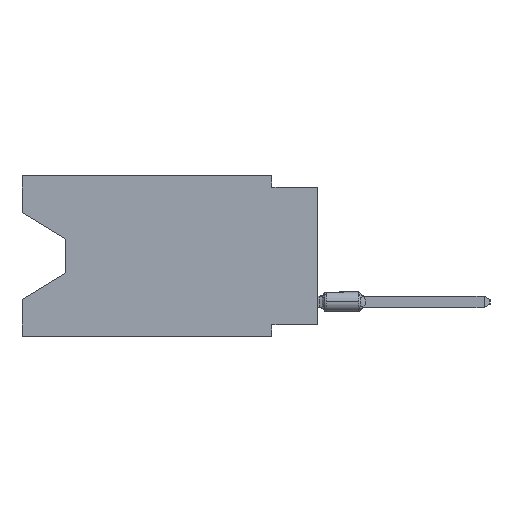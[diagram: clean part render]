
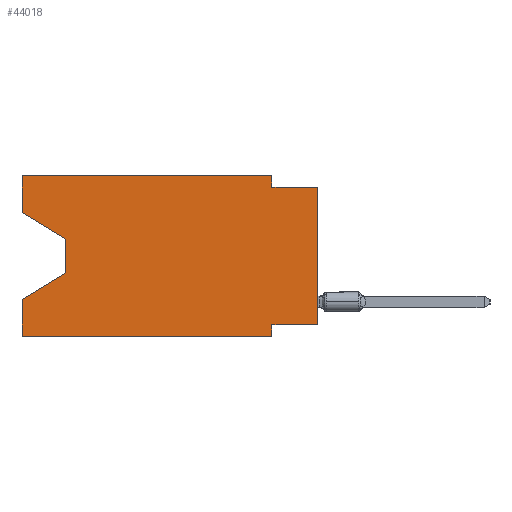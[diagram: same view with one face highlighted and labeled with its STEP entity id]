
A CAD part, left-side view. The second image highlights one B-rep face of the part: STEP entity #44018.
In plain terms, the highlighted planar face has unit normal (-1, 0, 0).
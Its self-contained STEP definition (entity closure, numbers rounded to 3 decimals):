
#10 = CARTESIAN_POINT ( 'NONE',  ( 0., 0., -8.255 ) ) ;
#112 = FACE_OUTER_BOUND ( 'NONE', #23176, .T. ) ;
#354 = DIRECTION ( 'NONE',  ( 0., 0., 1. ) ) ;
#769 = DIRECTION ( 'NONE',  ( 0., 0., 1. ) ) ;
#2135 = CARTESIAN_POINT ( 'NONE',  ( 0., 2.54, -8.255 ) ) ;
#2343 = VECTOR ( 'NONE', #769, 1000. ) ;
#3062 = EDGE_CURVE ( 'NONE', #19791, #41466, #44436, .T. ) ;
#3831 = DIRECTION ( 'NONE',  ( 1., 0., 0. ) ) ;
#3865 = VERTEX_POINT ( 'NONE', #2135 ) ;
#4069 = LINE ( 'NONE', #34368, #20385 ) ;
#4301 = ORIENTED_EDGE ( 'NONE', *, *, #3062, .T. ) ;
#5227 = LINE ( 'NONE', #19900, #18423 ) ;
#5623 = VERTEX_POINT ( 'NONE', #30657 ) ;
#5823 = VECTOR ( 'NONE', #12011, 1000. ) ;
#6213 = ORIENTED_EDGE ( 'NONE', *, *, #15812, .T. ) ;
#6596 = DIRECTION ( 'NONE',  ( 0., -1., 0. ) ) ;
#7280 = VECTOR ( 'NONE', #24855, 1000. ) ;
#7726 = ORIENTED_EDGE ( 'NONE', *, *, #48488, .F. ) ;
#8129 = EDGE_CURVE ( 'NONE', #47082, #29842, #48007, .T. ) ;
#8219 = LINE ( 'NONE', #41955, #11278 ) ;
#8259 = CARTESIAN_POINT ( 'NONE',  ( 0., 2.54, 0. ) ) ;
#9250 = ORIENTED_EDGE ( 'NONE', *, *, #38383, .T. ) ;
#9667 = EDGE_CURVE ( 'NONE', #9737, #3865, #13941, .T. ) ;
#9737 = VERTEX_POINT ( 'NONE', #10 ) ;
#10665 = CARTESIAN_POINT ( 'NONE',  ( 0., 13.97, -5.385 ) ) ;
#10791 = VECTOR ( 'NONE', #6596, 1000. ) ;
#11278 = VECTOR ( 'NONE', #30800, 1000. ) ;
#12011 = DIRECTION ( 'NONE',  ( 0., -1., 0. ) ) ;
#13699 = ORIENTED_EDGE ( 'NONE', *, *, #37796, .F. ) ;
#13762 = VERTEX_POINT ( 'NONE', #34049 ) ;
#13941 = LINE ( 'NONE', #25842, #7280 ) ;
#13987 = CARTESIAN_POINT ( 'NONE',  ( 0., 2.54, -8.89 ) ) ;
#14919 = EDGE_CURVE ( 'NONE', #3865, #21144, #25155, .T. ) ;
#15039 = LINE ( 'NONE', #18757, #48950 ) ;
#15812 = EDGE_CURVE ( 'NONE', #13762, #21144, #18749, .T. ) ;
#16228 = LINE ( 'NONE', #42996, #5823 ) ;
#18423 = VECTOR ( 'NONE', #27347, 1000. ) ;
#18749 = LINE ( 'NONE', #41082, #10791 ) ;
#18757 = CARTESIAN_POINT ( 'NONE',  ( 0., 16.383, -2.038 ) ) ;
#19187 = ORIENTED_EDGE ( 'NONE', *, *, #14919, .F. ) ;
#19791 = VERTEX_POINT ( 'NONE', #10665 ) ;
#19887 = ORIENTED_EDGE ( 'NONE', *, *, #21963, .F. ) ;
#19900 = CARTESIAN_POINT ( 'NONE',  ( 0., 0., 0. ) ) ;
#20385 = VECTOR ( 'NONE', #354, 1000. ) ;
#21144 = VERTEX_POINT ( 'NONE', #40144 ) ;
#21153 = VERTEX_POINT ( 'NONE', #28245 ) ;
#21963 = EDGE_CURVE ( 'NONE', #5623, #21153, #4069, .T. ) ;
#21965 = DIRECTION ( 'NONE',  ( 0., -1., 0. ) ) ;
#22199 = VECTOR ( 'NONE', #21965, 1000. ) ;
#22964 = PLANE ( 'NONE',  #31776 ) ;
#23176 = EDGE_LOOP ( 'NONE', ( #47008, #27401, #4301, #37982, #6213, #19187, #40100, #9250, #37439, #13699, #7726, #19887 ) ) ;
#24855 = DIRECTION ( 'NONE',  ( 0., 1., 0. ) ) ;
#25155 = LINE ( 'NONE', #13987, #42400 ) ;
#25842 = CARTESIAN_POINT ( 'NONE',  ( 0., 0., -8.255 ) ) ;
#27347 = DIRECTION ( 'NONE',  ( 0., 0., 1. ) ) ;
#27401 = ORIENTED_EDGE ( 'NONE', *, *, #47375, .T. ) ;
#27854 = CARTESIAN_POINT ( 'NONE',  ( 0., 16.383, -6.852 ) ) ;
#28245 = CARTESIAN_POINT ( 'NONE',  ( 0., 16.383, 0. ) ) ;
#29842 = VERTEX_POINT ( 'NONE', #32196 ) ;
#30657 = CARTESIAN_POINT ( 'NONE',  ( 0., 16.383, -2.038 ) ) ;
#30800 = DIRECTION ( 'NONE',  ( 0., 0., -1. ) ) ;
#31593 = EDGE_CURVE ( 'NONE', #5623, #41803, #15039, .T. ) ;
#31776 = AXIS2_PLACEMENT_3D ( 'NONE', #41554, #3831, #37842 ) ;
#32196 = CARTESIAN_POINT ( 'NONE',  ( 0., 0., -0.635 ) ) ;
#34049 = CARTESIAN_POINT ( 'NONE',  ( 0., 16.383, -8.89 ) ) ;
#34368 = CARTESIAN_POINT ( 'NONE',  ( 0., 16.383, 0. ) ) ;
#35053 = VECTOR ( 'NONE', #38084, 1000. ) ;
#37439 = ORIENTED_EDGE ( 'NONE', *, *, #8129, .F. ) ;
#37587 = LINE ( 'NONE', #38335, #35053 ) ;
#37796 = EDGE_CURVE ( 'NONE', #44576, #47082, #37587, .T. ) ;
#37842 = DIRECTION ( 'NONE',  ( 0., 0., -1. ) ) ;
#37982 = ORIENTED_EDGE ( 'NONE', *, *, #42846, .F. ) ;
#38010 = LINE ( 'NONE', #45939, #2343 ) ;
#38084 = DIRECTION ( 'NONE',  ( 0., 0., -1. ) ) ;
#38335 = CARTESIAN_POINT ( 'NONE',  ( 0., 2.54, 0. ) ) ;
#38383 = EDGE_CURVE ( 'NONE', #9737, #29842, #5227, .T. ) ;
#39211 = CARTESIAN_POINT ( 'NONE',  ( 0., 13.97, -3.505 ) ) ;
#40100 = ORIENTED_EDGE ( 'NONE', *, *, #9667, .F. ) ;
#40144 = CARTESIAN_POINT ( 'NONE',  ( 0., 2.54, -8.89 ) ) ;
#40429 = DIRECTION ( 'NONE',  ( 0., -0.855, -0.519 ) ) ;
#41082 = CARTESIAN_POINT ( 'NONE',  ( 0., 16.383, -8.89 ) ) ;
#41466 = VERTEX_POINT ( 'NONE', #27854 ) ;
#41554 = CARTESIAN_POINT ( 'NONE',  ( 0., 16.383, 0. ) ) ;
#41803 = VERTEX_POINT ( 'NONE', #39211 ) ;
#41955 = CARTESIAN_POINT ( 'NONE',  ( 0., 13.97, -3.505 ) ) ;
#42400 = VECTOR ( 'NONE', #44005, 1000. ) ;
#42446 = VECTOR ( 'NONE', #45164, 1000. ) ;
#42846 = EDGE_CURVE ( 'NONE', #13762, #41466, #38010, .T. ) ;
#42996 = CARTESIAN_POINT ( 'NONE',  ( 0., 16.383, 0. ) ) ;
#43280 = CARTESIAN_POINT ( 'NONE',  ( 0., 2.54, -0.635 ) ) ;
#44005 = DIRECTION ( 'NONE',  ( 0., 0., -1. ) ) ;
#44018 = ADVANCED_FACE ( 'NONE', ( #112 ), #22964, .F. ) ;
#44180 = CARTESIAN_POINT ( 'NONE',  ( 0., 13.97, -5.385 ) ) ;
#44292 = CARTESIAN_POINT ( 'NONE',  ( 0., 0., -0.635 ) ) ;
#44436 = LINE ( 'NONE', #44180, #42446 ) ;
#44576 = VERTEX_POINT ( 'NONE', #8259 ) ;
#45164 = DIRECTION ( 'NONE',  ( 0., 0.855, -0.519 ) ) ;
#45939 = CARTESIAN_POINT ( 'NONE',  ( 0., 16.383, 0. ) ) ;
#47008 = ORIENTED_EDGE ( 'NONE', *, *, #31593, .T. ) ;
#47082 = VERTEX_POINT ( 'NONE', #43280 ) ;
#47375 = EDGE_CURVE ( 'NONE', #41803, #19791, #8219, .T. ) ;
#48007 = LINE ( 'NONE', #44292, #22199 ) ;
#48488 = EDGE_CURVE ( 'NONE', #21153, #44576, #16228, .T. ) ;
#48950 = VECTOR ( 'NONE', #40429, 1000. ) ;
